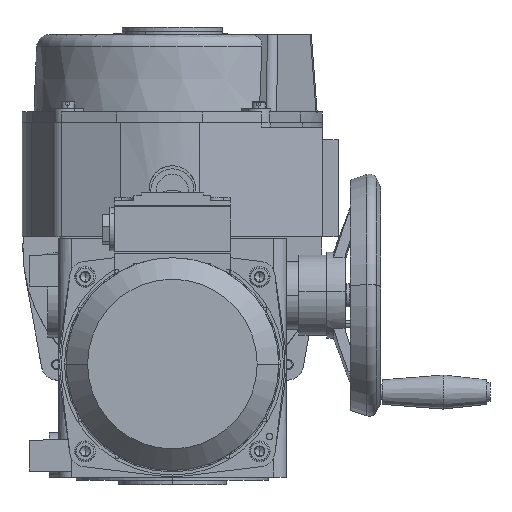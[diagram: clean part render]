
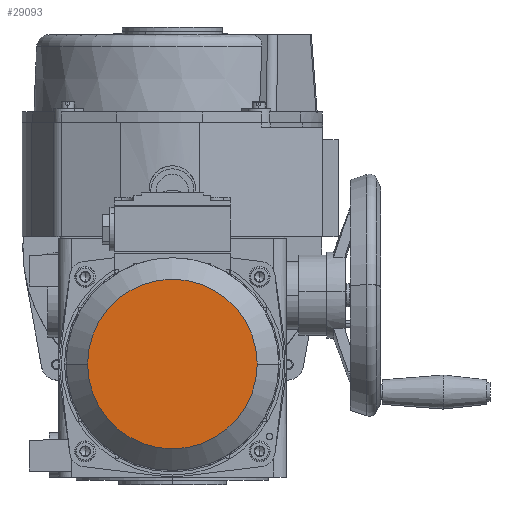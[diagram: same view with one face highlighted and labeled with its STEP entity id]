
A CAD part, left-side view. The second image highlights one B-rep face of the part: STEP entity #29093.
In plain terms, the highlighted face is planar.
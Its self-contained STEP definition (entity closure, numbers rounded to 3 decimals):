
#3077 = FACE_OUTER_BOUND ( 'NONE', #63975, .T. ) ;
#3985 = DIRECTION ( 'NONE',  ( -1., 0., 0. ) ) ;
#5095 = AXIS2_PLACEMENT_3D ( 'NONE', #66688, #3985, #34761 ) ;
#7147 = CIRCLE ( 'NONE', #66237, 55. ) ;
#14829 = ORIENTED_EDGE ( 'NONE', *, *, #23530, .F. ) ;
#15535 = CARTESIAN_POINT ( 'NONE',  ( 236.694, 0., 0. ) ) ;
#17700 = DIRECTION ( 'NONE',  ( -1., 0., 0. ) ) ;
#23530 = EDGE_CURVE ( 'NONE', #61386, #26092, #61946, .T. ) ;
#26092 = VERTEX_POINT ( 'NONE', #63729 ) ;
#26526 = CARTESIAN_POINT ( 'NONE',  ( 236.694, 0., -55. ) ) ;
#29093 = ADVANCED_FACE ( 'NONE', ( #3077 ), #66356, .F. ) ;
#34120 = AXIS2_PLACEMENT_3D ( 'NONE', #50734, #17700, #35122 ) ;
#34761 = DIRECTION ( 'NONE',  ( 0., 0., 1. ) ) ;
#35122 = DIRECTION ( 'NONE',  ( 0., 0., 1. ) ) ;
#47197 = DIRECTION ( 'NONE',  ( 0., 0., 1. ) ) ;
#50734 = CARTESIAN_POINT ( 'NONE',  ( 236.694, 55., 0. ) ) ;
#55793 = EDGE_CURVE ( 'NONE', #26092, #61386, #7147, .T. ) ;
#59506 = ORIENTED_EDGE ( 'NONE', *, *, #55793, .F. ) ;
#61386 = VERTEX_POINT ( 'NONE', #26526 ) ;
#61946 = CIRCLE ( 'NONE', #5095, 55. ) ;
#62829 = DIRECTION ( 'NONE',  ( -1., 0., 0. ) ) ;
#63729 = CARTESIAN_POINT ( 'NONE',  ( 236.694, 0., 55. ) ) ;
#63975 = EDGE_LOOP ( 'NONE', ( #59506, #14829 ) ) ;
#66237 = AXIS2_PLACEMENT_3D ( 'NONE', #15535, #62829, #47197 ) ;
#66356 = PLANE ( 'NONE',  #34120 ) ;
#66688 = CARTESIAN_POINT ( 'NONE',  ( 236.694, 0., 0. ) ) ;
